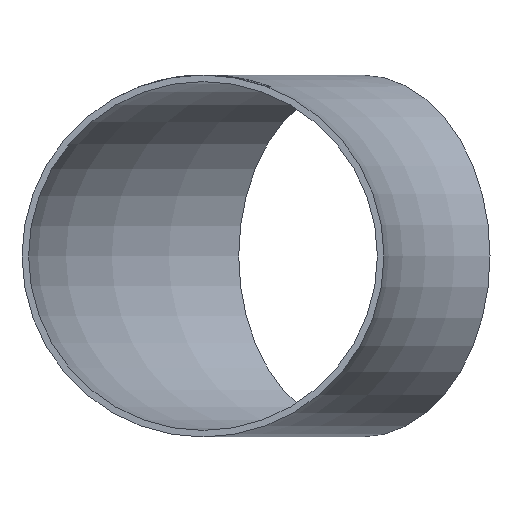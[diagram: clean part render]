
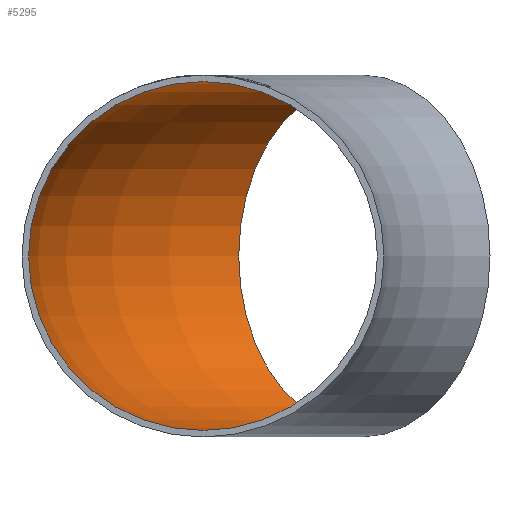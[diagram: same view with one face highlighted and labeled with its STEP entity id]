
A CAD part, front view. The second image highlights one B-rep face of the part: STEP entity #5295.
In plain terms, the highlighted toroidal (fillet/blend) face has major radius 228.6 mm and minor radius 73.431 mm.
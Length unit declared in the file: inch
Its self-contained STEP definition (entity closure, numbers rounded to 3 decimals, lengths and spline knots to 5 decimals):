
#15=CIRCLE('',#5450,2.891);
#16=CIRCLE('',#5451,2.891);
#196=FACE_BOUND('',#1471,.T.);
#1145=FACE_OUTER_BOUND('',#1470,.T.);
#1470=EDGE_LOOP('',(#4940));
#1471=EDGE_LOOP('',(#4941));
#2543=VERTEX_POINT('',#12103);
#2544=VERTEX_POINT('',#12105);
#3345=EDGE_CURVE('',#2543,#2543,#15,.T.);
#3346=EDGE_CURVE('',#2544,#2544,#16,.T.);
#4940=ORIENTED_EDGE('',*,*,#3345,.F.);
#4941=ORIENTED_EDGE('',*,*,#3346,.F.);
#4979=TOROIDAL_SURFACE('',#5449,9.,2.891);
#5295=ADVANCED_FACE('',(#1145,#196),#4979,.F.);
#5449=AXIS2_PLACEMENT_3D('',#12102,#6017,#6018);
#5450=AXIS2_PLACEMENT_3D('',#12104,#6019,#6020);
#5451=AXIS2_PLACEMENT_3D('',#12106,#6021,#6022);
#6017=DIRECTION('center_axis',(0.,0.,-1.));
#6018=DIRECTION('ref_axis',(-1.,0.,0.));
#6019=DIRECTION('center_axis',(-0.707,-0.707,0.));
#6020=DIRECTION('ref_axis',(-0.707,0.707,0.));
#6021=DIRECTION('center_axis',(0.,1.,0.));
#6022=DIRECTION('ref_axis',(-1.,0.,0.));
#12102=CARTESIAN_POINT('Origin',(9.,0.,0.));
#12103=CARTESIAN_POINT('',(0.59179,8.40821,0.));
#12104=CARTESIAN_POINT('Origin',(2.63604,6.36396,0.));
#12105=CARTESIAN_POINT('',(-2.891,0.,0.));
#12106=CARTESIAN_POINT('Origin',(0.,0.,0.));
